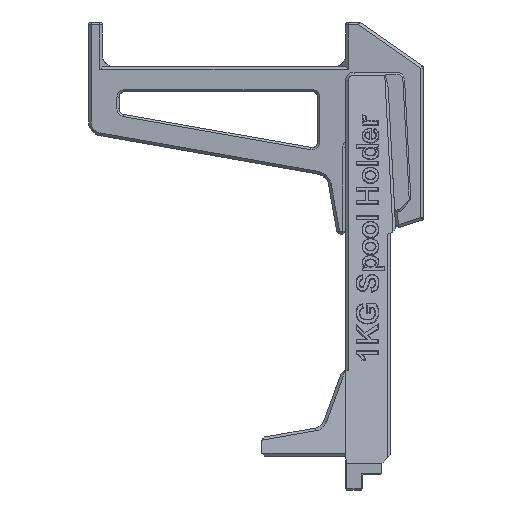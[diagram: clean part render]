
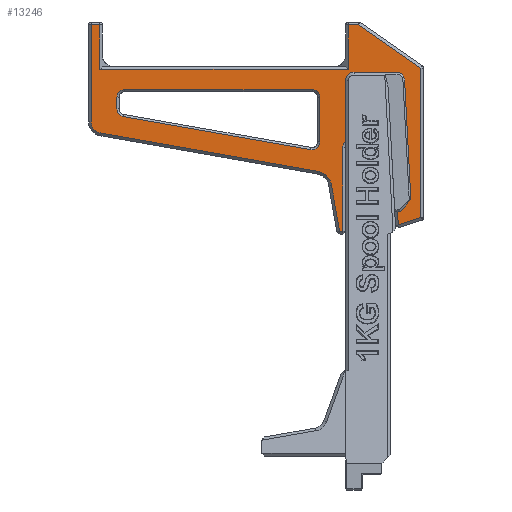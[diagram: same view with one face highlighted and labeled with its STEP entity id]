
A CAD part, front view. The second image highlights one B-rep face of the part: STEP entity #13246.
In plain terms, the highlighted planar face has unit normal (0, -1, 0).
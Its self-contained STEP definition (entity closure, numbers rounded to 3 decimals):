
#180=CIRCLE('',#13824,2.8);
#182=CIRCLE('',#13828,2.8);
#184=CIRCLE('',#13832,2.8);
#186=CIRCLE('',#13836,2.8);
#190=CIRCLE('',#13845,4.);
#191=CIRCLE('',#13846,6.);
#192=CIRCLE('',#13847,3.);
#193=CIRCLE('',#13848,3.);
#315=FACE_BOUND('',#2879,.T.);
#2030=FACE_OUTER_BOUND('',#2878,.T.);
#2878=EDGE_LOOP('',(#11720,#11721,#11722,#11723,#11724,#11725,#11726,#11727,
#11728,#11729,#11730,#11731,#11732,#11733,#11734,#11735,#11736,#11737,#11738));
#2879=EDGE_LOOP('',(#11739,#11740,#11741,#11742,#11743,#11744,#11745,#11746));
#3908=LINE('',#29812,#5021);
#3913=LINE('',#29826,#5026);
#3917=LINE('',#29838,#5030);
#3921=LINE('',#29850,#5034);
#3930=LINE('',#29876,#5043);
#3931=LINE('',#29880,#5044);
#3932=LINE('',#29884,#5045);
#3933=LINE('',#29886,#5046);
#3934=LINE('',#29888,#5047);
#3935=LINE('',#29892,#5048);
#3936=LINE('',#29896,#5049);
#3937=LINE('',#29898,#5050);
#3938=LINE('',#29900,#5051);
#3939=LINE('',#29902,#5052);
#3940=LINE('',#29904,#5053);
#3941=LINE('',#29906,#5054);
#3942=LINE('',#29908,#5055);
#3943=LINE('',#29910,#5056);
#3944=LINE('',#29911,#5057);
#5021=VECTOR('',#15813,10.);
#5026=VECTOR('',#15826,10.);
#5030=VECTOR('',#15838,10.);
#5034=VECTOR('',#15850,10.);
#5043=VECTOR('',#15879,10.);
#5044=VECTOR('',#15882,10.);
#5045=VECTOR('',#15885,10.);
#5046=VECTOR('',#15886,10.);
#5047=VECTOR('',#15887,10.);
#5048=VECTOR('',#15890,10.);
#5049=VECTOR('',#15893,10.);
#5050=VECTOR('',#15894,10.);
#5051=VECTOR('',#15895,10.);
#5052=VECTOR('',#15896,10.);
#5053=VECTOR('',#15897,10.);
#5054=VECTOR('',#15898,10.);
#5055=VECTOR('',#15899,10.);
#5056=VECTOR('',#15900,10.);
#5057=VECTOR('',#15901,10.);
#6242=VERTEX_POINT('',#29809);
#6243=VERTEX_POINT('',#29811);
#6246=VERTEX_POINT('',#29818);
#6248=VERTEX_POINT('',#29824);
#6250=VERTEX_POINT('',#29830);
#6252=VERTEX_POINT('',#29836);
#6254=VERTEX_POINT('',#29842);
#6256=VERTEX_POINT('',#29848);
#6262=VERTEX_POINT('',#29874);
#6263=VERTEX_POINT('',#29875);
#6264=VERTEX_POINT('',#29877);
#6265=VERTEX_POINT('',#29879);
#6266=VERTEX_POINT('',#29881);
#6267=VERTEX_POINT('',#29883);
#6268=VERTEX_POINT('',#29885);
#6269=VERTEX_POINT('',#29887);
#6270=VERTEX_POINT('',#29889);
#6271=VERTEX_POINT('',#29891);
#6272=VERTEX_POINT('',#29893);
#6273=VERTEX_POINT('',#29895);
#6274=VERTEX_POINT('',#29897);
#6275=VERTEX_POINT('',#29899);
#6276=VERTEX_POINT('',#29901);
#6277=VERTEX_POINT('',#29903);
#6278=VERTEX_POINT('',#29905);
#6279=VERTEX_POINT('',#29907);
#6280=VERTEX_POINT('',#29909);
#8062=EDGE_CURVE('',#6242,#6243,#3908,.T.);
#8066=EDGE_CURVE('',#6246,#6242,#180,.T.);
#8069=EDGE_CURVE('',#6248,#6246,#3913,.T.);
#8072=EDGE_CURVE('',#6250,#6248,#182,.T.);
#8075=EDGE_CURVE('',#6252,#6250,#3917,.T.);
#8078=EDGE_CURVE('',#6254,#6252,#184,.T.);
#8081=EDGE_CURVE('',#6256,#6254,#3921,.T.);
#8083=EDGE_CURVE('',#6243,#6256,#186,.T.);
#8094=EDGE_CURVE('',#6262,#6263,#3930,.T.);
#8095=EDGE_CURVE('',#6264,#6262,#190,.T.);
#8096=EDGE_CURVE('',#6265,#6264,#3931,.T.);
#8097=EDGE_CURVE('',#6266,#6265,#191,.T.);
#8098=EDGE_CURVE('',#6267,#6266,#3932,.T.);
#8099=EDGE_CURVE('',#6268,#6267,#3933,.T.);
#8100=EDGE_CURVE('',#6269,#6268,#3934,.T.);
#8101=EDGE_CURVE('',#6270,#6269,#192,.T.);
#8102=EDGE_CURVE('',#6271,#6270,#3935,.T.);
#8103=EDGE_CURVE('',#6272,#6271,#193,.T.);
#8104=EDGE_CURVE('',#6273,#6272,#3936,.T.);
#8105=EDGE_CURVE('',#6274,#6273,#3937,.T.);
#8106=EDGE_CURVE('',#6275,#6274,#3938,.T.);
#8107=EDGE_CURVE('',#6276,#6275,#3939,.T.);
#8108=EDGE_CURVE('',#6277,#6276,#3940,.T.);
#8109=EDGE_CURVE('',#6278,#6277,#3941,.T.);
#8110=EDGE_CURVE('',#6279,#6278,#3942,.T.);
#8111=EDGE_CURVE('',#6280,#6279,#3943,.T.);
#8112=EDGE_CURVE('',#6263,#6280,#3944,.T.);
#11720=ORIENTED_EDGE('',*,*,#8094,.F.);
#11721=ORIENTED_EDGE('',*,*,#8095,.F.);
#11722=ORIENTED_EDGE('',*,*,#8096,.F.);
#11723=ORIENTED_EDGE('',*,*,#8097,.F.);
#11724=ORIENTED_EDGE('',*,*,#8098,.F.);
#11725=ORIENTED_EDGE('',*,*,#8099,.F.);
#11726=ORIENTED_EDGE('',*,*,#8100,.F.);
#11727=ORIENTED_EDGE('',*,*,#8101,.F.);
#11728=ORIENTED_EDGE('',*,*,#8102,.F.);
#11729=ORIENTED_EDGE('',*,*,#8103,.F.);
#11730=ORIENTED_EDGE('',*,*,#8104,.F.);
#11731=ORIENTED_EDGE('',*,*,#8105,.F.);
#11732=ORIENTED_EDGE('',*,*,#8106,.F.);
#11733=ORIENTED_EDGE('',*,*,#8107,.F.);
#11734=ORIENTED_EDGE('',*,*,#8108,.F.);
#11735=ORIENTED_EDGE('',*,*,#8109,.F.);
#11736=ORIENTED_EDGE('',*,*,#8110,.F.);
#11737=ORIENTED_EDGE('',*,*,#8111,.F.);
#11738=ORIENTED_EDGE('',*,*,#8112,.F.);
#11739=ORIENTED_EDGE('',*,*,#8062,.F.);
#11740=ORIENTED_EDGE('',*,*,#8066,.F.);
#11741=ORIENTED_EDGE('',*,*,#8069,.F.);
#11742=ORIENTED_EDGE('',*,*,#8072,.F.);
#11743=ORIENTED_EDGE('',*,*,#8075,.F.);
#11744=ORIENTED_EDGE('',*,*,#8078,.F.);
#11745=ORIENTED_EDGE('',*,*,#8081,.F.);
#11746=ORIENTED_EDGE('',*,*,#8083,.F.);
#12477=PLANE('',#13844);
#13246=ADVANCED_FACE('',(#2030,#315),#12477,.T.);
#13824=AXIS2_PLACEMENT_3D('',#29820,#15819,#15820);
#13828=AXIS2_PLACEMENT_3D('',#29832,#15831,#15832);
#13832=AXIS2_PLACEMENT_3D('',#29844,#15843,#15844);
#13836=AXIS2_PLACEMENT_3D('',#29853,#15854,#15855);
#13844=AXIS2_PLACEMENT_3D('',#29873,#15877,#15878);
#13845=AXIS2_PLACEMENT_3D('',#29878,#15880,#15881);
#13846=AXIS2_PLACEMENT_3D('',#29882,#15883,#15884);
#13847=AXIS2_PLACEMENT_3D('',#29890,#15888,#15889);
#13848=AXIS2_PLACEMENT_3D('',#29894,#15891,#15892);
#15813=DIRECTION('',(0.,0.,1.));
#15819=DIRECTION('center_axis',(0.,-1.,0.));
#15820=DIRECTION('ref_axis',(1.,0.,0.));
#15826=DIRECTION('',(0.985,0.,-0.174));
#15831=DIRECTION('center_axis',(0.,-1.,0.));
#15832=DIRECTION('ref_axis',(-0.174,0.,-0.985));
#15838=DIRECTION('',(0.,0.,-1.));
#15843=DIRECTION('center_axis',(0.,-1.,0.));
#15844=DIRECTION('ref_axis',(-1.,0.,0.));
#15850=DIRECTION('',(-1.,0.,0.));
#15854=DIRECTION('center_axis',(0.,-1.,0.));
#15855=DIRECTION('ref_axis',(0.,0.,1.));
#15877=DIRECTION('center_axis',(0.,-1.,0.));
#15878=DIRECTION('ref_axis',(0.,0.,-1.));
#15879=DIRECTION('',(0.,0.,1.));
#15880=DIRECTION('center_axis',(0.,1.,0.));
#15881=DIRECTION('ref_axis',(-0.766,0.,-0.643));
#15882=DIRECTION('',(-0.985,0.,0.174));
#15883=DIRECTION('center_axis',(0.,-1.,0.));
#15884=DIRECTION('ref_axis',(0.707,0.,0.707));
#15885=DIRECTION('',(-0.174,0.,0.985));
#15886=DIRECTION('',(-1.,0.,0.));
#15887=DIRECTION('',(0.,0.,-1.));
#15888=DIRECTION('center_axis',(0.,-1.,0.));
#15889=DIRECTION('ref_axis',(-0.707,0.,0.707));
#15890=DIRECTION('',(-1.,0.,0.));
#15891=DIRECTION('center_axis',(0.,-1.,0.));
#15892=DIRECTION('ref_axis',(0.688,0.,0.725));
#15893=DIRECTION('',(-0.052,0.,0.999));
#15894=DIRECTION('',(-0.951,0.,-0.309));
#15895=DIRECTION('',(0.,0.,-1.));
#15896=DIRECTION('',(0.82,0.,-0.573));
#15897=DIRECTION('',(1.,0.,0.));
#15898=DIRECTION('',(0.,0.,1.));
#15899=DIRECTION('',(1.,0.,0.));
#15900=DIRECTION('',(0.,0.,-1.));
#15901=DIRECTION('',(1.,0.,0.));
#29809=CARTESIAN_POINT('',(-5.2,-6.,-0.955));
#29811=CARTESIAN_POINT('',(-5.2,-6.,15.));
#29812=CARTESIAN_POINT('',(-5.2,-6.,1.523));
#29818=CARTESIAN_POINT('',(-8.486,-6.,-3.712));
#29820=CARTESIAN_POINT('Origin',(-8.,-6.,-0.955));
#29824=CARTESIAN_POINT('',(-75.591,-6.,8.12));
#29826=CARTESIAN_POINT('',(-52.211,-6.,3.998));
#29830=CARTESIAN_POINT('',(-77.905,-6.,10.877));
#29832=CARTESIAN_POINT('Origin',(-75.105,-6.,10.877));
#29836=CARTESIAN_POINT('',(-77.905,-6.,15.));
#29838=CARTESIAN_POINT('',(-77.905,-6.,9.5));
#29842=CARTESIAN_POINT('',(-75.105,-6.,17.8));
#29844=CARTESIAN_POINT('Origin',(-75.105,-6.,15.));
#29848=CARTESIAN_POINT('',(-8.,-6.,17.8));
#29850=CARTESIAN_POINT('',(-18.052,-6.,17.8));
#29853=CARTESIAN_POINT('Origin',(-8.,-6.,15.));
#29873=CARTESIAN_POINT('Origin',(-28.105,-6.,4.));
#29874=CARTESIAN_POINT('',(-87.105,-6.,6.195));
#29875=CARTESIAN_POINT('',(-87.105,-6.,41.));
#29876=CARTESIAN_POINT('',(-87.105,-6.,3.));
#29877=CARTESIAN_POINT('',(-83.799,-6.,2.256));
#29878=CARTESIAN_POINT('Origin',(-83.105,-6.,6.195));
#29879=CARTESIAN_POINT('',(-5.966,-6.,-11.468));
#29880=CARTESIAN_POINT('',(-16.3,-6.,-9.646));
#29881=CARTESIAN_POINT('',(-1.099,-6.,-16.335));
#29882=CARTESIAN_POINT('Origin',(-7.008,-6.,-17.377));
#29883=CARTESIAN_POINT('',(1.839,-6.,-33.));
#29884=CARTESIAN_POINT('',(-1.703,-6.,-12.911));
#29885=CARTESIAN_POINT('',(3.,-6.,-33.));
#29886=CARTESIAN_POINT('',(-12.052,-6.,-33.));
#29887=CARTESIAN_POINT('',(3.,-6.,-3.));
#29888=CARTESIAN_POINT('',(3.,-6.,1.5));
#29889=CARTESIAN_POINT('',(6.,-6.,0.));
#29890=CARTESIAN_POINT('Origin',(6.,-6.,-3.));
#29891=CARTESIAN_POINT('',(18.373,-6.,0.));
#29892=CARTESIAN_POINT('',(-3.917,-6.,0.));
#29893=CARTESIAN_POINT('',(21.369,-6.,-2.843));
#29894=CARTESIAN_POINT('Origin',(18.373,-6.,-3.));
#29895=CARTESIAN_POINT('',(22.826,-6.,-30.649));
#29896=CARTESIAN_POINT('',(21.885,-6.,-12.692));
#29897=CARTESIAN_POINT('',(30.895,-6.,-28.027));
#29898=CARTESIAN_POINT('',(9.264,-6.,-35.055));
#29899=CARTESIAN_POINT('',(30.895,-6.,25.479));
#29900=CARTESIAN_POINT('',(30.895,-6.,15.));
#29901=CARTESIAN_POINT('',(8.685,-6.,41.));
#29902=CARTESIAN_POINT('',(4.883,-6.,43.657));
#29903=CARTESIAN_POINT('',(5.,-6.,41.));
#29904=CARTESIAN_POINT('',(-12.052,-6.,41.));
#29905=CARTESIAN_POINT('',(5.,-6.,25.));
#29906=CARTESIAN_POINT('',(5.,-6.,15.));
#29907=CARTESIAN_POINT('',(-84.105,-6.,25.));
#29908=CARTESIAN_POINT('',(-55.605,-6.,25.));
#29909=CARTESIAN_POINT('',(-84.105,-6.,41.));
#29910=CARTESIAN_POINT('',(-84.105,-6.,23.));
#29911=CARTESIAN_POINT('',(-58.105,-6.,41.));
